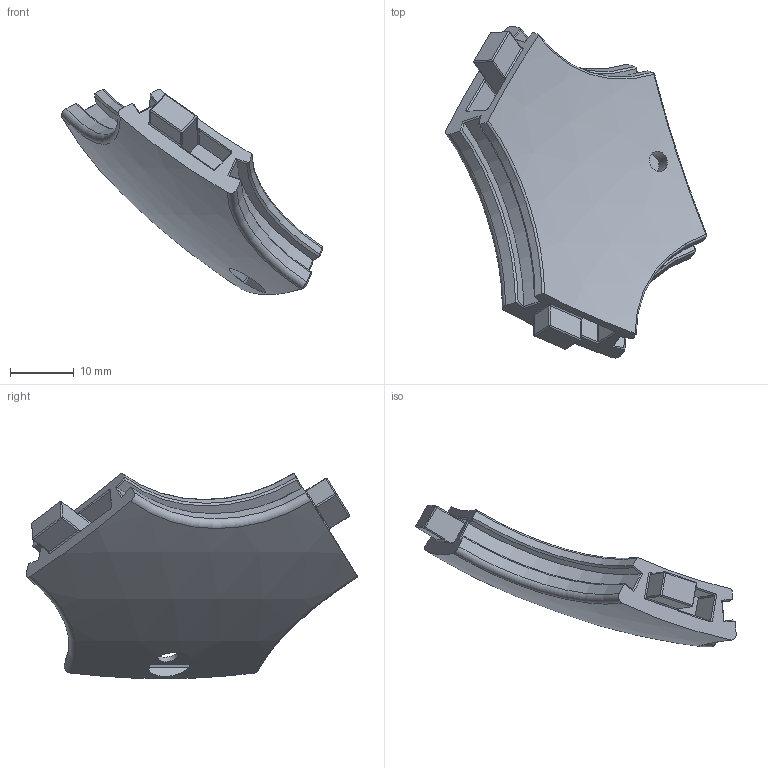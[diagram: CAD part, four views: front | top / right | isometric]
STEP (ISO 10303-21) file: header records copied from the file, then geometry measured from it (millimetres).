
FILE_DESCRIPTION(/* description */ (''),/* implementation_level */ '2;1');
FILE_NAME(/* name */ 'GeodesicLight.step',/* time_stamp */ '2022-01-11T22:24:41+01:00',/* author */ (''),/* organization */ (''),/* preprocessor_version */ 'ST-DEVELOPER v18.1',/* originating_system */ 'Autodesk Translation Framework v10.10.0.1391',/* authorisation */ '');
FILE_SCHEMA (('AUTOMOTIVE_DESIGN { 1 0 10303 214 3 1 1 }'));
Length unit declared in the file: millimetre
Products named in the file (2): DodecahedronLamp2; Segment
Assembly tree (1 placements, depth 2):
  DodecahedronLamp2
    Segment
Bounding box: 40.92 x 51.99 x 32.16 mm (x, y, z)
Volume: 10552.5 mm3; surface area: 4917.8 mm2
Topology: 1 solids, 1 shells, 164 faces, 414 edges, 247 vertices
Faces by surface type: plane 78, cone 37, cylinder 33, bspline 8, torus 6, sphere 2
Full cylindrical faces by diameter (mm): 3.3 x2
Entity records: 4982 total; most frequent: CARTESIAN_POINT 1137, ORIENTED_EDGE 812, DIRECTION 779, EDGE_CURVE 406, AXIS2_PLACEMENT_3D 268, VERTEX_POINT 247, LINE 243, VECTOR 243
